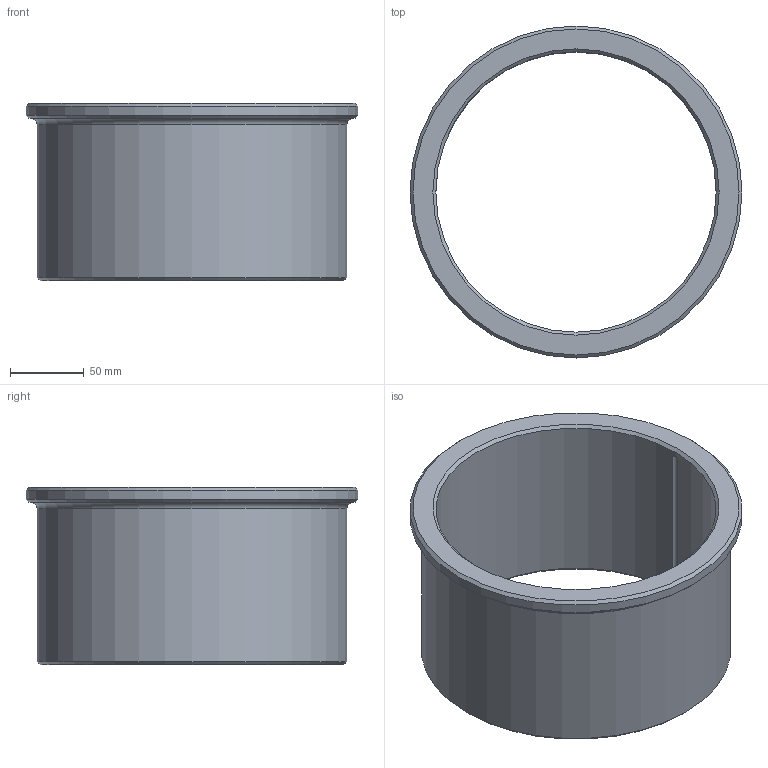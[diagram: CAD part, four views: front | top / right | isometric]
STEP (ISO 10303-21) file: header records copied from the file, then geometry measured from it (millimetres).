
FILE_DESCRIPTION(('STEP AP203'),'1');
FILE_NAME('590-LMF190120.stp','2016-12-28T11:47:21',(' '),(' '),'Spatial InterOp 3D',' ',' ');
FILE_SCHEMA(('CONFIG_CONTROL_DESIGN'));
Length unit declared in the file: metre
Products named in the file (2): 590-LMF190x120
Assembly tree (1 placements, depth 2):
  (unnamed)
    590-LMF190x120
Bounding box: 225 x 225 x 120 mm (x, y, z)
Volume: 800853.2 mm3; surface area: 169224 mm2
Topology: 1 solids, 1 shells, 17 faces, 33 edges, 20 vertices
Faces by surface type: cylinder 5, cone 5, plane 4, bspline 2, torus 1
Full cylindrical faces by diameter (mm): 190 x1, 210 x1, 225 x1
Entity records: 5776 total; most frequent: CARTESIAN_POINT 5361, DIRECTION 70, ORIENTED_EDGE 48, AXIS2_PLACEMENT_3D 33, EDGE_LOOP 30, EDGE_CURVE 24, FACE_OUTER_BOUND 21, VERTEX_POINT 20
